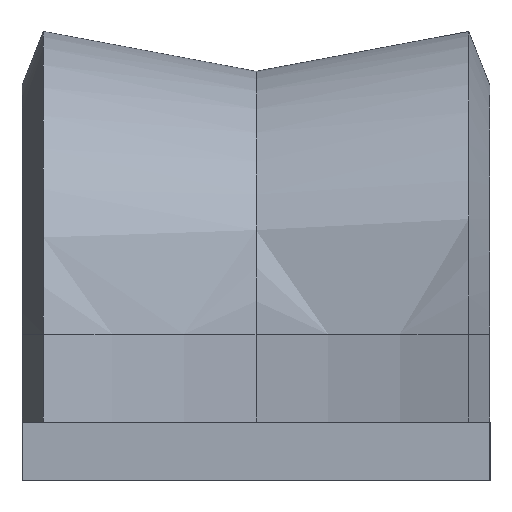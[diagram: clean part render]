
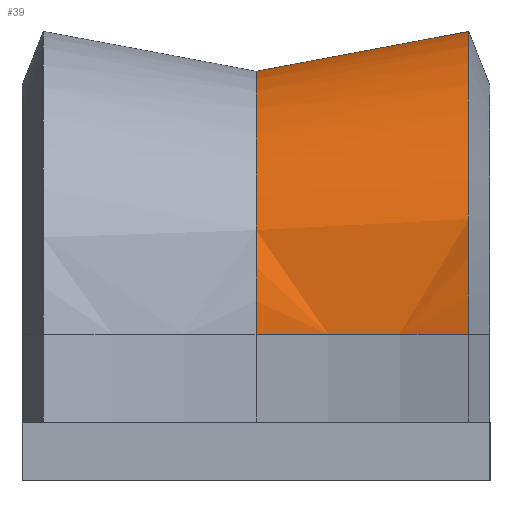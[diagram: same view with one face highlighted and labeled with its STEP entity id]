
A CAD part, left-side view. The second image highlights one B-rep face of the part: STEP entity #39.
In plain terms, the highlighted free-form (B-spline) face has degree [2, 2] with [9, 9] control points.
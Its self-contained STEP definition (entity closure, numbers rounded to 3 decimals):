
#39=ADVANCED_FACE('',(#83),#610,.T.);
#83=FACE_OUTER_BOUND('',#125,.T.);
#125=EDGE_LOOP('',(#262,#263,#264,#265));
#262=ORIENTED_EDGE('',*,*,#397,.T.);
#263=ORIENTED_EDGE('',*,*,#410,.F.);
#264=ORIENTED_EDGE('',*,*,#382,.F.);
#265=ORIENTED_EDGE('',*,*,#415,.T.);
#382=EDGE_CURVE('',#572,#573,#457,.T.);
#397=EDGE_CURVE('',#578,#577,#462,.T.);
#410=EDGE_CURVE('',#573,#577,#475,.T.);
#415=EDGE_CURVE('',#572,#578,#478,.T.);
#457=(
BOUNDED_CURVE()
B_SPLINE_CURVE(2,(#1516,#1517,#1518),.UNSPECIFIED.,.F.,.F.)
B_SPLINE_CURVE_WITH_KNOTS((3,3),(-3.722,0.),.UNSPECIFIED.)
CURVE()
GEOMETRIC_REPRESENTATION_ITEM()
RATIONAL_B_SPLINE_CURVE((1.,0.983,1.))
REPRESENTATION_ITEM('')
);
#462=(
BOUNDED_CURVE()
B_SPLINE_CURVE(2,(#1548,#1549,#1550),.UNSPECIFIED.,.F.,.F.)
B_SPLINE_CURVE_WITH_KNOTS((3,3),(-3.722,0.),.UNSPECIFIED.)
CURVE()
GEOMETRIC_REPRESENTATION_ITEM()
RATIONAL_B_SPLINE_CURVE((1.,0.983,1.))
REPRESENTATION_ITEM('')
);
#475=(
BOUNDED_CURVE()
B_SPLINE_CURVE(2,(#1585,#1586,#1587,#1588,#1589),.UNSPECIFIED.,.F.,.F.)
B_SPLINE_CURVE_WITH_KNOTS((3,2,3),(-16.288,-8.144,
0.),.UNSPECIFIED.)
CURVE()
GEOMETRIC_REPRESENTATION_ITEM()
RATIONAL_B_SPLINE_CURVE((1.,0.707,1.,0.707,1.))
REPRESENTATION_ITEM('')
);
#478=(
BOUNDED_CURVE()
B_SPLINE_CURVE(2,(#1600,#1601,#1602,#1603,#1604),.UNSPECIFIED.,.F.,.F.)
B_SPLINE_CURVE_WITH_KNOTS((3,2,3),(-14.137,-7.069,
0.),.UNSPECIFIED.)
CURVE()
GEOMETRIC_REPRESENTATION_ITEM()
RATIONAL_B_SPLINE_CURVE((1.,0.707,1.,0.707,1.))
REPRESENTATION_ITEM('')
);
#572=VERTEX_POINT('',#1392);
#573=VERTEX_POINT('',#1393);
#577=VERTEX_POINT('',#1397);
#578=VERTEX_POINT('',#1398);
#610=(
BOUNDED_SURFACE()
B_SPLINE_SURFACE(2,2,((#937,#938,#939,#940,#941,#942,#943,#944,#945),(#946,
#947,#948,#949,#950,#951,#952,#953,#954),(#955,#956,#957,#958,#959,#960,
#961,#962,#963),(#964,#965,#966,#967,#968,#969,#970,#971,#972),(#973,#974,
#975,#976,#977,#978,#979,#980,#981),(#982,#983,#984,#985,#986,#987,#988,
#989,#990),(#991,#992,#993,#994,#995,#996,#997,#998,#999),(#1000,#1001,
#1002,#1003,#1004,#1005,#1006,#1007,#1008),(#1009,#1010,#1011,#1012,#1013,
#1014,#1015,#1016,#1017)),.UNSPECIFIED.,.T.,.F.,.F.)
B_SPLINE_SURFACE_WITH_KNOTS((3,2,2,2,3),(3,2,2,2,3),(0.,15.708,
31.416,47.124,62.832),(0.,22.777,
45.553,68.33,91.106),.UNSPECIFIED.)
GEOMETRIC_REPRESENTATION_ITEM()
RATIONAL_B_SPLINE_SURFACE(((1.,0.707,1.,0.707,1.,
0.707,1.,0.707,1.),(0.707,0.5,0.707,
0.5,0.707,0.5,0.707,0.5,0.707),(1.,
0.707,1.,0.707,1.,0.707,1.,0.707,
1.),(0.707,0.5,0.707,0.5,0.707,0.5,
0.707,0.5,0.707),(1.,0.707,1.,0.707,
1.,0.707,1.,0.707,1.),(0.707,0.5,0.707,
0.5,0.707,0.5,0.707,0.5,0.707),(1.,
0.707,1.,0.707,1.,0.707,1.,0.707,
1.),(0.707,0.5,0.707,0.5,0.707,0.5,
0.707,0.5,0.707),(1.,0.707,1.,0.707,
1.,0.707,1.,0.707,1.)))
REPRESENTATION_ITEM('')
SURFACE()
);
#937=CARTESIAN_POINT('',(14.5,0.,-24.5));
#938=CARTESIAN_POINT('',(-10.,0.,-24.5));
#939=CARTESIAN_POINT('',(-10.,0.,0.));
#940=CARTESIAN_POINT('',(-10.,0.,24.5));
#941=CARTESIAN_POINT('',(14.5,0.,24.5));
#942=CARTESIAN_POINT('',(39.,0.,24.5));
#943=CARTESIAN_POINT('',(39.,0.,0.));
#944=CARTESIAN_POINT('',(39.,0.,-24.5));
#945=CARTESIAN_POINT('',(14.5,0.,-24.5));
#946=CARTESIAN_POINT('',(14.5,10.,-24.5));
#947=CARTESIAN_POINT('',(-10.,10.,-24.5));
#948=CARTESIAN_POINT('',(-10.,10.,0.));
#949=CARTESIAN_POINT('',(-10.,10.,24.5));
#950=CARTESIAN_POINT('',(14.5,10.,24.5));
#951=CARTESIAN_POINT('',(39.,10.,24.5));
#952=CARTESIAN_POINT('',(39.,10.,0.));
#953=CARTESIAN_POINT('',(39.,10.,-24.5));
#954=CARTESIAN_POINT('',(14.5,10.,-24.5));
#955=CARTESIAN_POINT('',(14.5,10.,-14.5));
#956=CARTESIAN_POINT('',(0.,10.,-14.5));
#957=CARTESIAN_POINT('',(0.,10.,0.));
#958=CARTESIAN_POINT('',(0.,10.,14.5));
#959=CARTESIAN_POINT('',(14.5,10.,14.5));
#960=CARTESIAN_POINT('',(29.,10.,14.5));
#961=CARTESIAN_POINT('',(29.,10.,0.));
#962=CARTESIAN_POINT('',(29.,10.,-14.5));
#963=CARTESIAN_POINT('',(14.5,10.,-14.5));
#964=CARTESIAN_POINT('',(14.5,10.,-4.5));
#965=CARTESIAN_POINT('',(10.,10.,-4.5));
#966=CARTESIAN_POINT('',(10.,10.,0.));
#967=CARTESIAN_POINT('',(10.,10.,4.5));
#968=CARTESIAN_POINT('',(14.5,10.,4.5));
#969=CARTESIAN_POINT('',(19.,10.,4.5));
#970=CARTESIAN_POINT('',(19.,10.,0.));
#971=CARTESIAN_POINT('',(19.,10.,-4.5));
#972=CARTESIAN_POINT('',(14.5,10.,-4.5));
#973=CARTESIAN_POINT('',(14.5,0.,-4.5));
#974=CARTESIAN_POINT('',(10.,0.,-4.5));
#975=CARTESIAN_POINT('',(10.,0.,0.));
#976=CARTESIAN_POINT('',(10.,0.,4.5));
#977=CARTESIAN_POINT('',(14.5,0.,4.5));
#978=CARTESIAN_POINT('',(19.,0.,4.5));
#979=CARTESIAN_POINT('',(19.,0.,0.));
#980=CARTESIAN_POINT('',(19.,0.,-4.5));
#981=CARTESIAN_POINT('',(14.5,0.,-4.5));
#982=CARTESIAN_POINT('',(14.5,-10.,-4.5));
#983=CARTESIAN_POINT('',(10.,-10.,-4.5));
#984=CARTESIAN_POINT('',(10.,-10.,0.));
#985=CARTESIAN_POINT('',(10.,-10.,4.5));
#986=CARTESIAN_POINT('',(14.5,-10.,4.5));
#987=CARTESIAN_POINT('',(19.,-10.,4.5));
#988=CARTESIAN_POINT('',(19.,-10.,0.));
#989=CARTESIAN_POINT('',(19.,-10.,-4.5));
#990=CARTESIAN_POINT('',(14.5,-10.,-4.5));
#991=CARTESIAN_POINT('',(14.5,-10.,-14.5));
#992=CARTESIAN_POINT('',(0.,-10.,-14.5));
#993=CARTESIAN_POINT('',(0.,-10.,0.));
#994=CARTESIAN_POINT('',(0.,-10.,14.5));
#995=CARTESIAN_POINT('',(14.5,-10.,14.5));
#996=CARTESIAN_POINT('',(29.,-10.,14.5));
#997=CARTESIAN_POINT('',(29.,-10.,0.));
#998=CARTESIAN_POINT('',(29.,-10.,-14.5));
#999=CARTESIAN_POINT('',(14.5,-10.,-14.5));
#1000=CARTESIAN_POINT('',(14.5,-10.,-24.5));
#1001=CARTESIAN_POINT('',(-10.,-10.,-24.5));
#1002=CARTESIAN_POINT('',(-10.,-10.,0.));
#1003=CARTESIAN_POINT('',(-10.,-10.,24.5));
#1004=CARTESIAN_POINT('',(14.5,-10.,24.5));
#1005=CARTESIAN_POINT('',(39.,-10.,24.5));
#1006=CARTESIAN_POINT('',(39.,-10.,0.));
#1007=CARTESIAN_POINT('',(39.,-10.,-24.5));
#1008=CARTESIAN_POINT('',(14.5,-10.,-24.5));
#1009=CARTESIAN_POINT('',(14.5,0.,-24.5));
#1010=CARTESIAN_POINT('',(-10.,0.,-24.5));
#1011=CARTESIAN_POINT('',(-10.,0.,0.));
#1012=CARTESIAN_POINT('',(-10.,0.,24.5));
#1013=CARTESIAN_POINT('',(14.5,0.,24.5));
#1014=CARTESIAN_POINT('',(39.,0.,24.5));
#1015=CARTESIAN_POINT('',(39.,0.,0.));
#1016=CARTESIAN_POINT('',(39.,0.,-24.5));
#1017=CARTESIAN_POINT('',(14.5,0.,-24.5));
#1392=CARTESIAN_POINT('',(19.,0.,0.));
#1393=CARTESIAN_POINT('',(19.685,-3.636,0.));
#1397=CARTESIAN_POINT('',(9.315,-3.636,0.));
#1398=CARTESIAN_POINT('',(10.,0.,0.));
#1516=CARTESIAN_POINT('',(19.,0.,0.));
#1517=CARTESIAN_POINT('',(19.,-1.883,0.));
#1518=CARTESIAN_POINT('',(19.685,-3.636,0.));
#1548=CARTESIAN_POINT('',(10.,0.,0.));
#1549=CARTESIAN_POINT('',(10.,-1.883,0.));
#1550=CARTESIAN_POINT('',(9.315,-3.636,0.));
#1585=CARTESIAN_POINT('',(19.685,-3.636,0.));
#1586=CARTESIAN_POINT('',(19.685,-3.636,5.185));
#1587=CARTESIAN_POINT('',(14.5,-3.636,5.185));
#1588=CARTESIAN_POINT('',(9.315,-3.636,5.185));
#1589=CARTESIAN_POINT('',(9.315,-3.636,0.));
#1600=CARTESIAN_POINT('',(19.,0.,0.));
#1601=CARTESIAN_POINT('',(19.,0.,4.5));
#1602=CARTESIAN_POINT('',(14.5,0.,4.5));
#1603=CARTESIAN_POINT('',(10.,0.,4.5));
#1604=CARTESIAN_POINT('',(10.,0.,0.));
